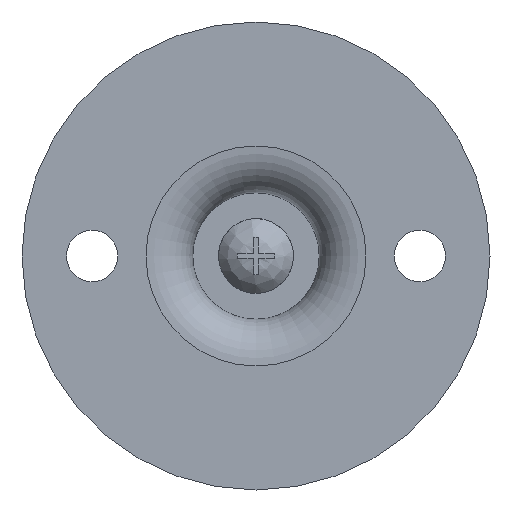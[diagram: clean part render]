
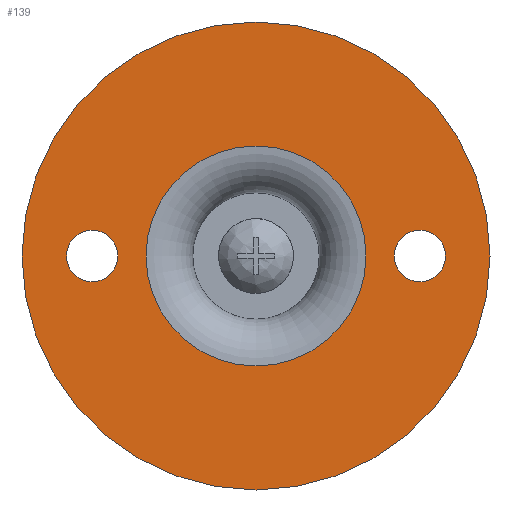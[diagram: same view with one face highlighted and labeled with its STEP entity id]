
A CAD part, front view. The second image highlights one B-rep face of the part: STEP entity #139.
In plain terms, the highlighted planar face has unit normal (0, -1, 0).
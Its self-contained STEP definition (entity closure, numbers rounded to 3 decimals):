
#139 = ADVANCED_FACE( '', ( #297, #298, #299, #300 ), #301, .F. );
#297 = FACE_BOUND( '', #498, .T. );
#298 = FACE_BOUND( '', #499, .T. );
#299 = FACE_OUTER_BOUND( '', #500, .T. );
#300 = FACE_BOUND( '', #501, .T. );
#301 = PLANE( '', #502 );
#498 = EDGE_LOOP( '', ( #818 ) );
#499 = EDGE_LOOP( '', ( #819 ) );
#500 = EDGE_LOOP( '', ( #820 ) );
#501 = EDGE_LOOP( '', ( #821 ) );
#502 = AXIS2_PLACEMENT_3D( '', #822, #823, #824 );
#818 = ORIENTED_EDGE( '', *, *, #1016, .F. );
#819 = ORIENTED_EDGE( '', *, *, #962, .F. );
#820 = ORIENTED_EDGE( '', *, *, #1039, .T. );
#821 = ORIENTED_EDGE( '', *, *, #937, .T. );
#822 = CARTESIAN_POINT( '', ( 25., 0., 0. ) );
#823 = DIRECTION( '', ( 0., 1., 0. ) );
#824 = DIRECTION( '', ( 0., 0., 1. ) );
#937 = EDGE_CURVE( '', #1094, #1094, #1095, .T. );
#962 = EDGE_CURVE( '', #1134, #1134, #1135, .F. );
#1016 = EDGE_CURVE( '', #1217, #1217, #1218, .T. );
#1039 = EDGE_CURVE( '', #1243, #1243, #1244, .T. );
#1094 = VERTEX_POINT( '', #1329 );
#1095 = CIRCLE( '', #1330, 2.75 );
#1134 = VERTEX_POINT( '', #1396 );
#1135 = CIRCLE( '', #1397, 2.75 );
#1217 = VERTEX_POINT( '', #1566 );
#1218 = CIRCLE( '', #1567, 11.75 );
#1243 = VERTEX_POINT( '', #1639 );
#1244 = CIRCLE( '', #1640, 25. );
#1329 = CARTESIAN_POINT( '', ( -14.75, 0., 0. ) );
#1330 = AXIS2_PLACEMENT_3D( '', #1678, #1679, #1680 );
#1396 = CARTESIAN_POINT( '', ( 17.5, 0., 2.75 ) );
#1397 = AXIS2_PLACEMENT_3D( '', #1708, #1709, #1710 );
#1566 = CARTESIAN_POINT( '', ( 0., 0., -11.75 ) );
#1567 = AXIS2_PLACEMENT_3D( '', #1747, #1748, #1749 );
#1639 = CARTESIAN_POINT( '', ( 0., 0., -25. ) );
#1640 = AXIS2_PLACEMENT_3D( '', #1760, #1761, #1762 );
#1678 = CARTESIAN_POINT( '', ( -17.5, 0., 0. ) );
#1679 = DIRECTION( '', ( 0., 1., 0. ) );
#1680 = DIRECTION( '', ( 1., 0., 0. ) );
#1708 = CARTESIAN_POINT( '', ( 17.5, 0., 0. ) );
#1709 = DIRECTION( '', ( 0., 1., 0. ) );
#1710 = DIRECTION( '', ( 0., 0., 1. ) );
#1747 = CARTESIAN_POINT( '', ( 0., 0., 0. ) );
#1748 = DIRECTION( '', ( 0., -1., 0. ) );
#1749 = DIRECTION( '', ( 0., 0., -1. ) );
#1760 = CARTESIAN_POINT( '', ( 0., 0., 0. ) );
#1761 = DIRECTION( '', ( 0., -1., 0. ) );
#1762 = DIRECTION( '', ( 0., 0., -1. ) );
